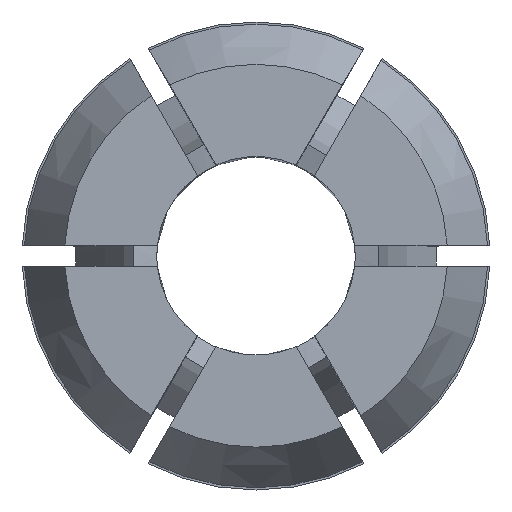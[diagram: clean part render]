
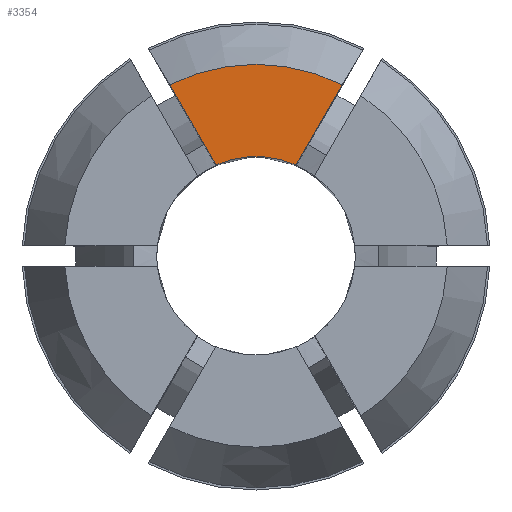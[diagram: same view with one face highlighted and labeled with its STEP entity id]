
A CAD part, top view. The second image highlights one B-rep face of the part: STEP entity #3354.
In plain terms, the highlighted planar face has unit normal (0, 0, 1).
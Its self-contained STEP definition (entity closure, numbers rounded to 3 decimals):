
#333 = EDGE_CURVE ( 'NONE', #2938, #1770, #489, .T. ) ;
#401 = DIRECTION ( 'NONE',  ( -0.5, -0.866, 0. ) ) ;
#489 = CIRCLE ( 'NONE', #3093, 13.499 ) ;
#552 = EDGE_CURVE ( 'NONE', #2995, #926, #3113, .T. ) ;
#610 = DIRECTION ( 'NONE',  ( 0.5, -0.866, 0. ) ) ;
#640 = VECTOR ( 'NONE', #610, 1000. ) ;
#722 = DIRECTION ( 'NONE',  ( 0., 0., 1. ) ) ;
#867 = PLANE ( 'NONE',  #1490 ) ;
#926 = VERTEX_POINT ( 'NONE', #2805 ) ;
#981 = DIRECTION ( 'NONE',  ( 1., 0., 0. ) ) ;
#1334 = DIRECTION ( 'NONE',  ( 0., 0., -1. ) ) ;
#1340 = LINE ( 'NONE', #2722, #640 ) ;
#1359 = EDGE_LOOP ( 'NONE', ( #3200, #2991, #2359, #3222 ) ) ;
#1490 = AXIS2_PLACEMENT_3D ( 'NONE', #2415, #1605, #1640 ) ;
#1605 = DIRECTION ( 'NONE',  ( 0., 0., 1. ) ) ;
#1634 = EDGE_CURVE ( 'NONE', #1770, #2995, #3270, .T. ) ;
#1640 = DIRECTION ( 'NONE',  ( 1., 0., 0. ) ) ;
#1770 = VERTEX_POINT ( 'NONE', #2528 ) ;
#1955 = VECTOR ( 'NONE', #401, 1000. ) ;
#1963 = CARTESIAN_POINT ( 'NONE',  ( 5.196, 10.5, 40. ) ) ;
#2304 = CARTESIAN_POINT ( 'NONE',  ( 0., 0., 40. ) ) ;
#2359 = ORIENTED_EDGE ( 'NONE', *, *, #552, .F. ) ;
#2415 = CARTESIAN_POINT ( 'NONE',  ( 0., 13.499, 40. ) ) ;
#2528 = CARTESIAN_POINT ( 'NONE',  ( 6.09, 12.048, 40. ) ) ;
#2537 = EDGE_CURVE ( 'NONE', #2938, #926, #1340, .T. ) ;
#2600 = CARTESIAN_POINT ( 'NONE',  ( 2.83, 6.402, 40. ) ) ;
#2624 = CARTESIAN_POINT ( 'NONE',  ( -6.09, 12.048, 40. ) ) ;
#2649 = CARTESIAN_POINT ( 'NONE',  ( 0., 0., 40. ) ) ;
#2722 = CARTESIAN_POINT ( 'NONE',  ( -5.196, 10.5, 40. ) ) ;
#2805 = CARTESIAN_POINT ( 'NONE',  ( -2.83, 6.402, 40. ) ) ;
#2917 = AXIS2_PLACEMENT_3D ( 'NONE', #2304, #722, #981 ) ;
#2930 = FACE_OUTER_BOUND ( 'NONE', #1359, .T. ) ;
#2938 = VERTEX_POINT ( 'NONE', #2624 ) ;
#2991 = ORIENTED_EDGE ( 'NONE', *, *, #2537, .T. ) ;
#2995 = VERTEX_POINT ( 'NONE', #2600 ) ;
#3093 = AXIS2_PLACEMENT_3D ( 'NONE', #2649, #1334, #3168 ) ;
#3113 = CIRCLE ( 'NONE', #2917, 7. ) ;
#3168 = DIRECTION ( 'NONE',  ( -1., 0., 0. ) ) ;
#3200 = ORIENTED_EDGE ( 'NONE', *, *, #333, .F. ) ;
#3222 = ORIENTED_EDGE ( 'NONE', *, *, #1634, .F. ) ;
#3270 = LINE ( 'NONE', #1963, #1955 ) ;
#3354 = ADVANCED_FACE ( 'NONE', ( #2930 ), #867, .T. ) ;
